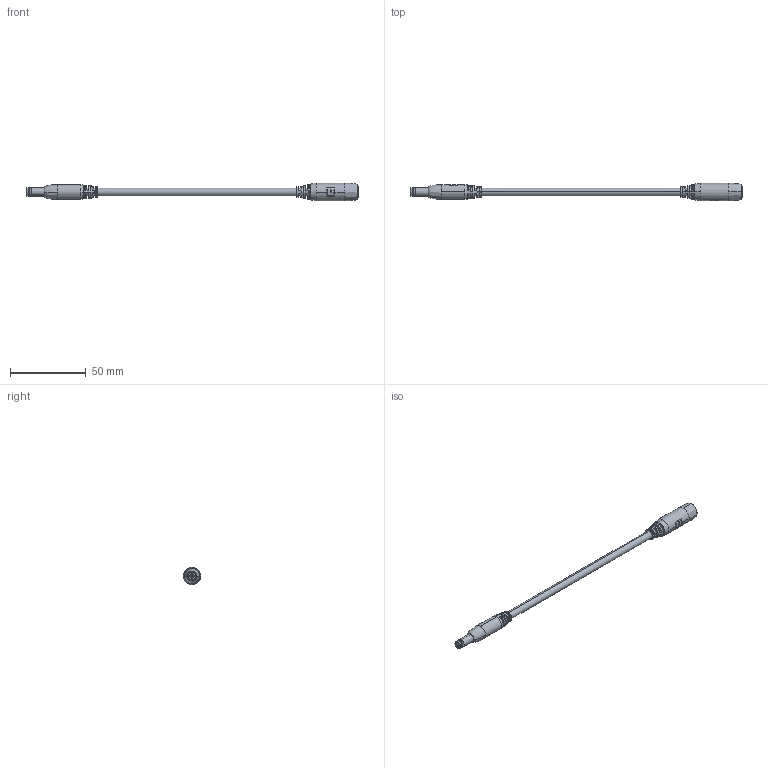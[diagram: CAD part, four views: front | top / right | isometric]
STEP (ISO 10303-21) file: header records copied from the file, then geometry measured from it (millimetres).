
FILE_DESCRIPTION (( 'STEP AP203' ), '1' );
FILE_NAME ('10-02229_revA.STEP', '2016-10-27T21:41:35', ( '' ), ( '' ), 'SwSTEP 2.0', 'SolidWorks 2015', '' );
FILE_SCHEMA (( 'CONFIG_CONTROL_DESIGN' ));
Length unit declared in the file: millimetre
Products named in the file (13): 24-00182; 50-00025 insulator; 50-00024; 30-00683_blunt cut; 24-00183; 10-02229_revA; 50-00024 insulator; 50-00025 shell; 50-00025; 50-00025 pin; 50-00024 shell; 50-00024 contact; 50-00025 contact
Assembly tree (13 placements, depth 3):
  10-02229_revA
    30-00683_blunt cut
    24-00182
    24-00183
    50-00025  x2
      50-00025 insulator
      50-00025 pin
      50-00025 shell
      50-00025 contact
    50-00024
      50-00024 contact
      50-00024 insulator
      50-00024 shell
Bounding box: 218.74 x 11.4 x 11.4 mm (x, y, z)
Volume: 9325.2 mm3; surface area: 25410.1 mm2
Topology: 98 solids, 98 shells, 1214 faces, 2846 edges, 1840 vertices
Faces by surface type: cylinder 526, plane 360, bspline 208, torus 67, cone 53
Entity records: 39042 total; most frequent: CARTESIAN_POINT 13150, ORIENTED_EDGE 5074, DIRECTION 4964, EDGE_CURVE 2537, AXIS2_PLACEMENT_3D 2122, VERTEX_POINT 1650, EDGE_LOOP 1301, CIRCLE 1201
